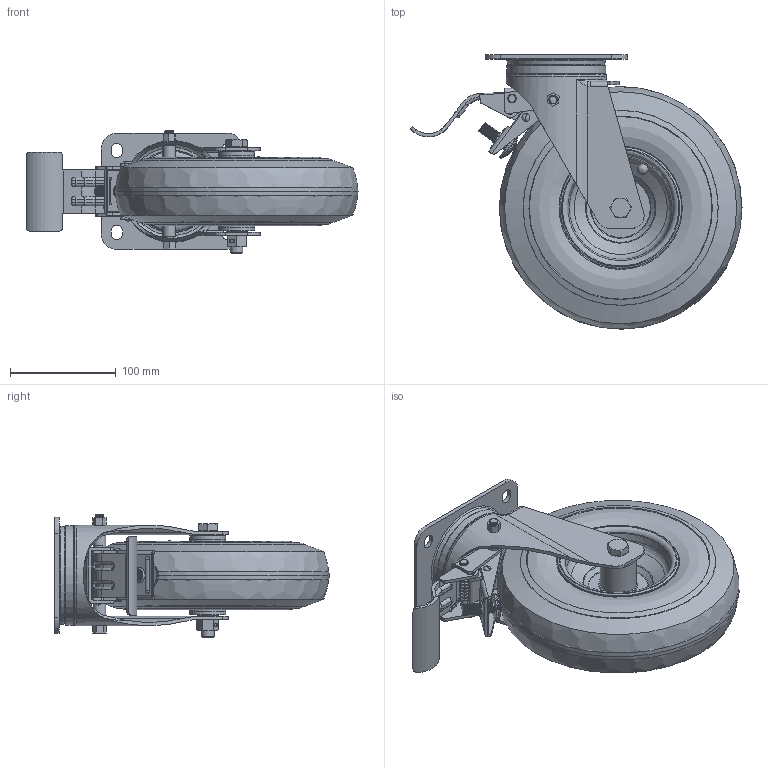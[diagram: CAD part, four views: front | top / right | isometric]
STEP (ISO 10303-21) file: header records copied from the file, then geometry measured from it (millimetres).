
FILE_DESCRIPTION (( 'STEP AP214' ), '1' );
FILE_NAME ('0018607_L-IP-LRS3-230-R-3-DSV.step', '2018-05-16T10:09:16', ( '' ), ( '' ), 'SwSTEP 2.0', 'SolidWorks 2018', '' );
FILE_SCHEMA (( 'AUTOMOTIVE_DESIGN' ));
Length unit declared in the file: millimetre
Products named in the file (1): 0018607_L-IP-LRS3-230-R-3-DSV
Bounding box: 314.62 x 260 x 115.9 mm (x, y, z)
Surface area: 554030.5 mm2 (no closed solid volume)
Topology: 0 solids, 33 shells, 1410 faces, 3841 edges, 2428 vertices
Faces by surface type: plane 507, cylinder 419, bspline 226, torus 177, cone 76, sphere 5
Full cylindrical faces by diameter (mm): 4 x3, 6 x4, 6.2 x2, 6.3 x10, 6.8 x1, 8 x39, 8.1 x2, 8.2 x8, 9.7 x1, 10 x29, 10.2 x1, 11.5 x1, 12 x5, 12.2 x1, 12.5 x3, 18 x2, 18.5 x2, 20 x2, 21 x2, 25 x1, 27 x1, 30 x1, 32 x4, 34 x4, 34.5 x2, 36.5 x2, 52 x1, 62 x1, 89.208 x1, 94 x1
Entity records: 103662 total; most frequent: CARTESIAN_POINT 58041, ORIENTED_EDGE 6514, DIRECTION 5722, EDGE_CURVE 3259, VERTEX_POINT 2241, AXIS2_PLACEMENT_3D 2216, EDGE_LOOP 1737, FACE_OUTER_BOUND 1523
